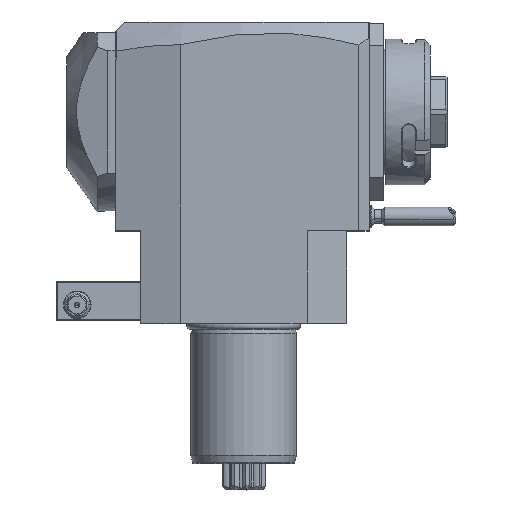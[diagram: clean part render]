
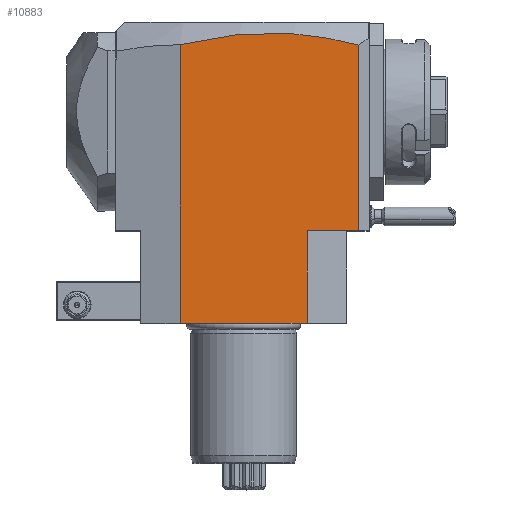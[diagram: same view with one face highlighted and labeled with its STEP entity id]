
A CAD part, top view. The second image highlights one B-rep face of the part: STEP entity #10883.
In plain terms, the highlighted planar face has unit normal (0, 0, 1).
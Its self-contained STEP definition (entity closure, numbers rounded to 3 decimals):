
#2141=DIRECTION('',(0.,-1.,0.));
#2142=VECTOR('',#2141,105.435);
#2143=CARTESIAN_POINT('',(-24.,105.435,37.5));
#2144=LINE('',#2143,#2142);
#2145=DIRECTION('',(0.,-1.,0.));
#2146=VECTOR('',#2145,70.258);
#2147=CARTESIAN_POINT('',(43.5,105.258,37.5));
#2148=LINE('',#2147,#2146);
#2149=DIRECTION('',(-1.,0.,0.));
#2150=VECTOR('',#2149,19.5);
#2151=CARTESIAN_POINT('',(43.5,35.,37.5));
#2152=LINE('',#2151,#2150);
#2153=CARTESIAN_POINT('',(-24.,105.435,37.5));
#2154=CARTESIAN_POINT('',(-18.371,106.939,37.5));
#2155=CARTESIAN_POINT('',(-7.115,109.162,37.5));
#2156=CARTESIAN_POINT('',(9.762,110.233,37.5));
#2157=CARTESIAN_POINT('',(26.635,109.072,37.5));
#2158=CARTESIAN_POINT('',(37.879,106.791,37.5));
#2159=CARTESIAN_POINT('',(43.5,105.258,37.5));
#2263=DIRECTION('',(-1.,0.,0.));
#2264=VECTOR('',#2263,48.);
#2265=CARTESIAN_POINT('',(24.,0.,37.5));
#2266=LINE('',#2265,#2264);
#4579=DIRECTION('',(0.,1.,0.));
#4580=VECTOR('',#4579,35.);
#4581=CARTESIAN_POINT('',(24.,0.,37.5));
#4582=LINE('',#4581,#4580);
#8280=VERTEX_POINT('',#2153);
#8281=VERTEX_POINT('',#2159);
#8599=CARTESIAN_POINT('',(43.5,35.,37.5));
#8600=VERTEX_POINT('',#8599);
#8641=CARTESIAN_POINT('',(24.,0.,37.5));
#8642=VERTEX_POINT('',#8641);
#8643=CARTESIAN_POINT('',(-24.,0.,37.5));
#8644=VERTEX_POINT('',#8643);
#8875=CARTESIAN_POINT('',(24.,35.,37.5));
#8876=VERTEX_POINT('',#8875);
#10866=CARTESIAN_POINT('',(-39.202,35.,37.5));
#10867=DIRECTION('',(0.,0.,1.));
#10868=DIRECTION('',(1.,0.,0.));
#10869=AXIS2_PLACEMENT_3D('',#10866,#10867,#10868);
#10870=PLANE('',#10869);
#10872=ORIENTED_EDGE('',*,*,#10871,.T.);
#10874=ORIENTED_EDGE('',*,*,#10873,.T.);
#10876=ORIENTED_EDGE('',*,*,#10875,.F.);
#10878=ORIENTED_EDGE('',*,*,#10877,.T.);
#10879=ORIENTED_EDGE('',*,*,#10853,.F.);
#10880=ORIENTED_EDGE('',*,*,#10808,.T.);
#10881=EDGE_LOOP('',(#10872,#10874,#10876,#10878,#10879,#10880));
#10882=FACE_OUTER_BOUND('',#10881,.F.);
#2160=B_SPLINE_CURVE_WITH_KNOTS('',3,(#2153,#2154,#2155,#2156,#2157,#2158,
#2159),.UNSPECIFIED.,.F.,.F.,(4,1,1,1,4),(0.,0.25,0.5,0.75,1.),
.UNSPECIFIED.);
#10808=EDGE_CURVE('',#8280,#8281,#2160,.T.);
#10853=EDGE_CURVE('',#8280,#8644,#2144,.T.);
#10871=EDGE_CURVE('',#8281,#8600,#2148,.T.);
#10873=EDGE_CURVE('',#8600,#8876,#2152,.T.);
#10875=EDGE_CURVE('',#8642,#8876,#4582,.T.);
#10877=EDGE_CURVE('',#8642,#8644,#2266,.T.);
#10883=ADVANCED_FACE('',(#10882),#10870,.T.);
